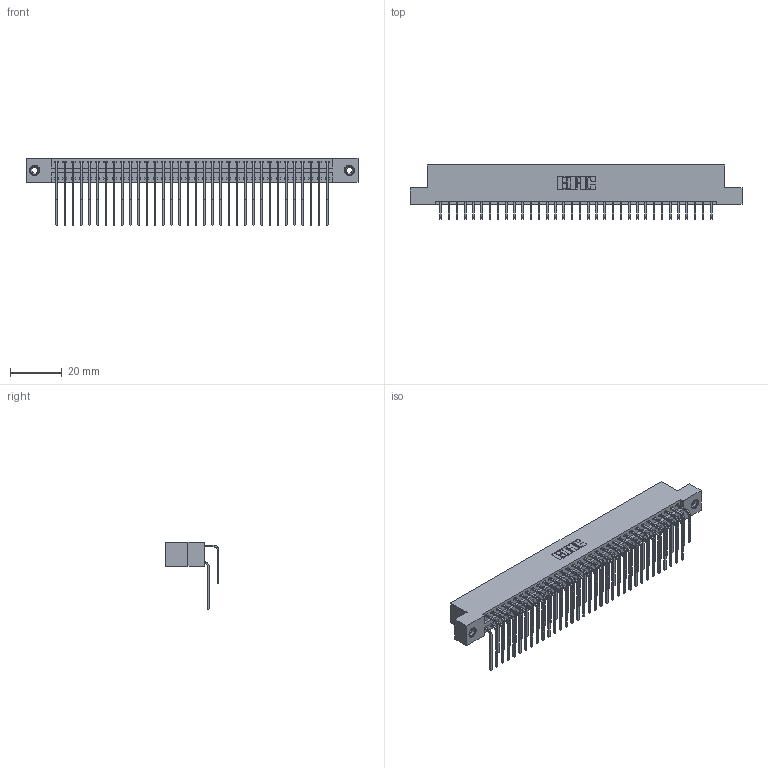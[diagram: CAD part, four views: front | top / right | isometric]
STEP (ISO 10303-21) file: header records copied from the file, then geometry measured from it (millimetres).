
FILE_DESCRIPTION (( 'STEP AP203' ), '1' );
FILE_NAME ('346-068-559-208.STEP', '2018-08-28T22:30:35', ( '' ), ( '' ), 'SwSTEP 2.0', 'SolidWorks 2016', '' );
FILE_SCHEMA (( 'CONFIG_CONTROL_DESIGN' ));
Length unit declared in the file: inch
Products named in the file (5): 346 Part_Flush Mounting Lugs - 0.156 Dia-TI; 345-292-001_558 559 Tail - 1; 345-292-001_559 Tail - 2; 345-250-001_345-250-003-102; 346-068-559-208
Assembly tree (71 placements, depth 2):
  346-068-559-208
    346 Part_Flush Mounting Lugs - 0.156 Dia-TI
    345-292-001_558 559 Tail - 1  x34
    345-292-001_559 Tail - 2  x34
    345-250-001_345-250-003-102  x2
Bounding box: 128.52 x 20.89 x 26.16 mm (x, y, z)
Volume: 12856.3 mm3; surface area: 19448 mm2
Topology: 71 solids, 71 shells, 3854 faces, 11413 edges, 7510 vertices
Faces by surface type: plane 2624, cylinder 1214, cone 12, torus 4
Entity records: 26236 total; most frequent: CARTESIAN_POINT 4370, ORIENTED_EDGE 4246, DIRECTION 3901, EDGE_CURVE 2123, VECTOR 1795, LINE 1795, VERTEX_POINT 1408, AXIS2_PLACEMENT_3D 1053
